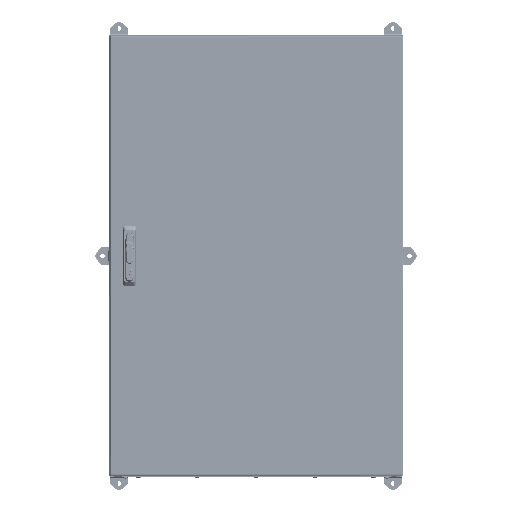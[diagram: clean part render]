
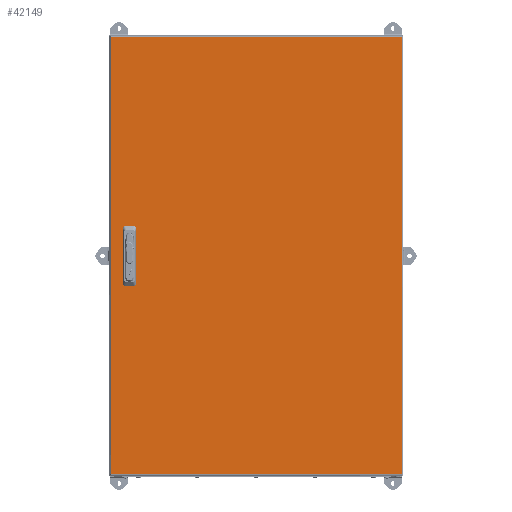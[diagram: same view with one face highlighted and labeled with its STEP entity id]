
A CAD part, top view. The second image highlights one B-rep face of the part: STEP entity #42149.
In plain terms, the highlighted planar face has unit normal (0, 0, 1).
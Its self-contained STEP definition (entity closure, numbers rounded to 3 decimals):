
#8611 = DIRECTION ( 'NONE',  ( 0., -1., 0. ) ) ;
#9200 = LINE ( 'NONE', #105821, #52615 ) ;
#9833 = DIRECTION ( 'NONE',  ( 0., -1., 0. ) ) ;
#11448 = LINE ( 'NONE', #109783, #102638 ) ;
#11598 = ORIENTED_EDGE ( 'NONE', *, *, #51581, .F. ) ;
#12295 = DIRECTION ( 'NONE',  ( -1., 0., 0. ) ) ;
#13002 = DIRECTION ( 'NONE',  ( 0., 1., 0. ) ) ;
#13430 = VERTEX_POINT ( 'NONE', #70809 ) ;
#15342 = EDGE_CURVE ( 'NONE', #20069, #108603, #9200, .T. ) ;
#16301 = EDGE_CURVE ( 'NONE', #36668, #21621, #74271, .T. ) ;
#20069 = VERTEX_POINT ( 'NONE', #82938 ) ;
#20249 = DIRECTION ( 'NONE',  ( 0., 1., 0. ) ) ;
#20424 = DIRECTION ( 'NONE',  ( 1., 0., 0. ) ) ;
#20881 = VERTEX_POINT ( 'NONE', #110607 ) ;
#21420 = EDGE_CURVE ( 'NONE', #99733, #36668, #67612, .T. ) ;
#21621 = VERTEX_POINT ( 'NONE', #37058 ) ;
#21914 = CARTESIAN_POINT ( 'NONE',  ( -358.5, 25., 0. ) ) ;
#22447 = ORIENTED_EDGE ( 'NONE', *, *, #16301, .F. ) ;
#23713 = ORIENTED_EDGE ( 'NONE', *, *, #88443, .F. ) ;
#24338 = EDGE_CURVE ( 'NONE', #108603, #20881, #64015, .T. ) ;
#24663 = VERTEX_POINT ( 'NONE', #40960 ) ;
#24731 = CARTESIAN_POINT ( 'NONE',  ( -358.5, -75., 0. ) ) ;
#25082 = CARTESIAN_POINT ( 'NONE',  ( -333.5, -25., 0. ) ) ;
#26345 = EDGE_CURVE ( 'NONE', #44017, #45450, #87384, .T. ) ;
#28999 = VERTEX_POINT ( 'NONE', #102850 ) ;
#29124 = EDGE_CURVE ( 'NONE', #20881, #13430, #90522, .T. ) ;
#29205 = FACE_BOUND ( 'NONE', #77834, .T. ) ;
#30557 = CARTESIAN_POINT ( 'NONE',  ( -333.5, -75., 0. ) ) ;
#35553 = VECTOR ( 'NONE', #75593, 1000. ) ;
#36668 = VERTEX_POINT ( 'NONE', #91031 ) ;
#36673 = CARTESIAN_POINT ( 'NONE',  ( 395.5, -596.793, 0. ) ) ;
#37058 = CARTESIAN_POINT ( 'NONE',  ( -333.5, 75., 0. ) ) ;
#37437 = FACE_BOUND ( 'NONE', #62616, .T. ) ;
#37873 = CARTESIAN_POINT ( 'NONE',  ( -358.5, -25., 0. ) ) ;
#40960 = CARTESIAN_POINT ( 'NONE',  ( -358.5, 75., 0. ) ) ;
#41618 = LINE ( 'NONE', #113049, #35553 ) ;
#42149 = ADVANCED_FACE ( 'NONE', ( #29205, #37437, #101791 ), #92412, .T. ) ;
#44017 = VERTEX_POINT ( 'NONE', #37873 ) ;
#44324 = ORIENTED_EDGE ( 'NONE', *, *, #29124, .T. ) ;
#45450 = VERTEX_POINT ( 'NONE', #63542 ) ;
#47651 = EDGE_CURVE ( 'NONE', #24663, #99733, #91176, .T. ) ;
#48104 = VECTOR ( 'NONE', #20249, 1000. ) ;
#51581 = EDGE_CURVE ( 'NONE', #21621, #24663, #41618, .T. ) ;
#52615 = VECTOR ( 'NONE', #8611, 1000. ) ;
#53112 = ORIENTED_EDGE ( 'NONE', *, *, #97400, .F. ) ;
#56702 = DIRECTION ( 'NONE',  ( 0., 1., 0. ) ) ;
#58250 = DIRECTION ( 'NONE',  ( 1., 0., 0. ) ) ;
#59633 = CARTESIAN_POINT ( 'NONE',  ( -395.5, -596., 0. ) ) ;
#61231 = EDGE_CURVE ( 'NONE', #28999, #76117, #103160, .T. ) ;
#61384 = LINE ( 'NONE', #25082, #78321 ) ;
#62616 = EDGE_LOOP ( 'NONE', ( #85284, #53112, #69230, #23713 ) ) ;
#63542 = CARTESIAN_POINT ( 'NONE',  ( -358.5, -75., 0. ) ) ;
#64015 = LINE ( 'NONE', #99743, #85894 ) ;
#65506 = CARTESIAN_POINT ( 'NONE',  ( -333.5, 75., 0. ) ) ;
#66379 = CARTESIAN_POINT ( 'NONE',  ( -333.5, -25., 0. ) ) ;
#66831 = VECTOR ( 'NONE', #58250, 1000. ) ;
#67612 = LINE ( 'NONE', #21914, #66831 ) ;
#68679 = DIRECTION ( 'NONE',  ( 0., -1., 0. ) ) ;
#69230 = ORIENTED_EDGE ( 'NONE', *, *, #61231, .F. ) ;
#70809 = CARTESIAN_POINT ( 'NONE',  ( 395.5, 596., 0. ) ) ;
#74271 = LINE ( 'NONE', #65506, #90128 ) ;
#74485 = ORIENTED_EDGE ( 'NONE', *, *, #85737, .T. ) ;
#74674 = DIRECTION ( 'NONE',  ( 1., 0., 0. ) ) ;
#74869 = CARTESIAN_POINT ( 'NONE',  ( 0., 0., 0. ) ) ;
#75149 = EDGE_LOOP ( 'NONE', ( #74485, #79595, #78664, #44324 ) ) ;
#75593 = DIRECTION ( 'NONE',  ( -1., 0., 0. ) ) ;
#76117 = VERTEX_POINT ( 'NONE', #66379 ) ;
#77834 = EDGE_LOOP ( 'NONE', ( #22447, #112667, #85238, #11598 ) ) ;
#78321 = VECTOR ( 'NONE', #78387, 1000. ) ;
#78387 = DIRECTION ( 'NONE',  ( -1., 0., 0. ) ) ;
#78664 = ORIENTED_EDGE ( 'NONE', *, *, #24338, .T. ) ;
#79595 = ORIENTED_EDGE ( 'NONE', *, *, #15342, .T. ) ;
#81978 = VECTOR ( 'NONE', #13002, 1000. ) ;
#82732 = DIRECTION ( 'NONE',  ( 1., 0., 0. ) ) ;
#82938 = CARTESIAN_POINT ( 'NONE',  ( -395.5, 596., 0. ) ) ;
#85238 = ORIENTED_EDGE ( 'NONE', *, *, #47651, .F. ) ;
#85284 = ORIENTED_EDGE ( 'NONE', *, *, #26345, .F. ) ;
#85737 = EDGE_CURVE ( 'NONE', #13430, #20069, #100162, .T. ) ;
#85894 = VECTOR ( 'NONE', #82732, 1000. ) ;
#87384 = LINE ( 'NONE', #24731, #106193 ) ;
#88443 = EDGE_CURVE ( 'NONE', #45450, #28999, #11448, .T. ) ;
#90050 = CARTESIAN_POINT ( 'NONE',  ( -358.5, 75., 0. ) ) ;
#90128 = VECTOR ( 'NONE', #56702, 1000. ) ;
#90522 = LINE ( 'NONE', #36673, #48104 ) ;
#91031 = CARTESIAN_POINT ( 'NONE',  ( -333.5, 25., 0. ) ) ;
#91176 = LINE ( 'NONE', #90050, #95497 ) ;
#91177 = CARTESIAN_POINT ( 'NONE',  ( -358.5, 25., 0. ) ) ;
#92412 = PLANE ( 'NONE',  #115155 ) ;
#93103 = CARTESIAN_POINT ( 'NONE',  ( 396.293, 596., 0. ) ) ;
#95497 = VECTOR ( 'NONE', #9833, 1000. ) ;
#97400 = EDGE_CURVE ( 'NONE', #76117, #44017, #61384, .T. ) ;
#99733 = VERTEX_POINT ( 'NONE', #91177 ) ;
#99743 = CARTESIAN_POINT ( 'NONE',  ( -396.293, -596., 0. ) ) ;
#100162 = LINE ( 'NONE', #93103, #111579 ) ;
#101791 = FACE_OUTER_BOUND ( 'NONE', #75149, .T. ) ;
#102638 = VECTOR ( 'NONE', #74674, 1000. ) ;
#102850 = CARTESIAN_POINT ( 'NONE',  ( -333.5, -75., 0. ) ) ;
#103160 = LINE ( 'NONE', #30557, #81978 ) ;
#105821 = CARTESIAN_POINT ( 'NONE',  ( -395.5, 596.793, 0. ) ) ;
#106193 = VECTOR ( 'NONE', #68679, 1000. ) ;
#108603 = VERTEX_POINT ( 'NONE', #59633 ) ;
#109407 = DIRECTION ( 'NONE',  ( 0., 0., 1. ) ) ;
#109783 = CARTESIAN_POINT ( 'NONE',  ( -333.5, -75., 0. ) ) ;
#110607 = CARTESIAN_POINT ( 'NONE',  ( 395.5, -596., 0. ) ) ;
#111579 = VECTOR ( 'NONE', #12295, 1000. ) ;
#112667 = ORIENTED_EDGE ( 'NONE', *, *, #21420, .F. ) ;
#113049 = CARTESIAN_POINT ( 'NONE',  ( -358.5, 75., 0. ) ) ;
#115155 = AXIS2_PLACEMENT_3D ( 'NONE', #74869, #109407, #20424 ) ;
